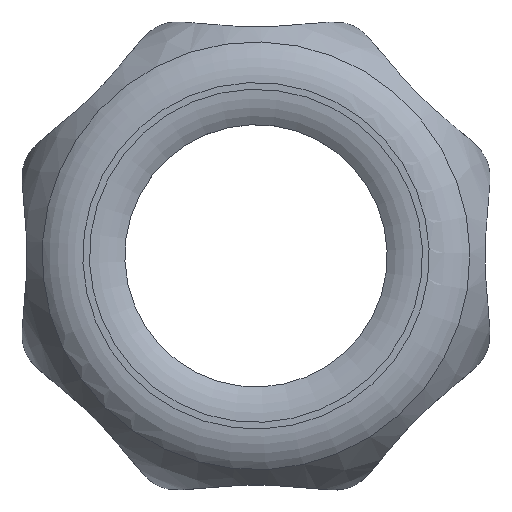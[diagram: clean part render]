
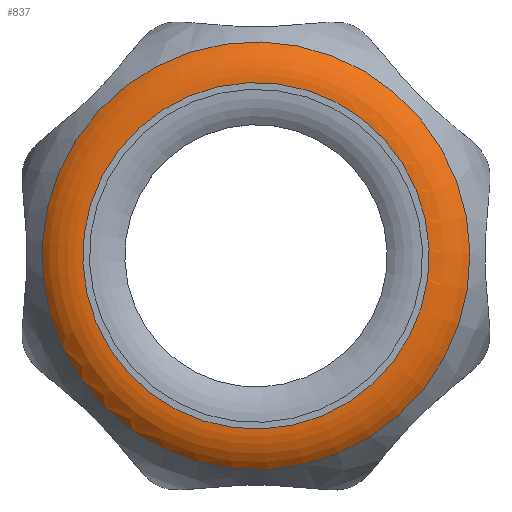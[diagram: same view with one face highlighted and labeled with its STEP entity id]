
A CAD part, top view. The second image highlights one B-rep face of the part: STEP entity #837.
In plain terms, the highlighted toroidal (fillet/blend) face has major radius 20.47 mm and minor radius 6.8 mm.
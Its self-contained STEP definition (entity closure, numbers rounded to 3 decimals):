
#837 = ADVANCED_FACE( '', ( #4052, #4053 ), #4054, .T. );
#4052 = FACE_OUTER_BOUND( '', #8986, .T. );
#4053 = FACE_OUTER_BOUND( '', #8987, .T. );
#4054 = TOROIDAL_SURFACE( '', #8988, 20.47, 6.8 );
#8986 = EDGE_LOOP( '', ( #22039 ) );
#8987 = EDGE_LOOP( '', ( #22040 ) );
#8988 = AXIS2_PLACEMENT_3D( '', #22041, #22042, #22043 );
#22039 = ORIENTED_EDGE( '', *, *, #39672, .F. );
#22040 = ORIENTED_EDGE( '', *, *, #34335, .T. );
#22041 = CARTESIAN_POINT( '', ( 0., 0., 10.6 ) );
#22042 = DIRECTION( '', ( 0., 0., 1. ) );
#22043 = DIRECTION( '', ( 0.383, -0.924, 0. ) );
#34335 = EDGE_CURVE( '', #41685, #41685, #41686, .T. );
#39672 = EDGE_CURVE( '', #51558, #51558, #51559, .T. );
#41685 = VERTEX_POINT( '', #53873 );
#41686 = CIRCLE( '', #53874, 25.279 );
#51558 = VERTEX_POINT( '', #78632 );
#51559 = CIRCLE( '', #78633, 20.47 );
#53873 = CARTESIAN_POINT( '', ( 9.674, -23.354, 15.408 ) );
#53874 = AXIS2_PLACEMENT_3D( '', #83311, #83312, #83313 );
#78632 = CARTESIAN_POINT( '', ( 7.834, -18.912, 17.4 ) );
#78633 = AXIS2_PLACEMENT_3D( '', #84974, #84975, #84976 );
#83311 = CARTESIAN_POINT( '', ( 0., 0., 15.408 ) );
#83312 = DIRECTION( '', ( 0., 0., 1. ) );
#83313 = DIRECTION( '', ( 0.383, -0.924, 0. ) );
#84974 = CARTESIAN_POINT( '', ( 0., 0., 17.4 ) );
#84975 = DIRECTION( '', ( 0., 0., 1. ) );
#84976 = DIRECTION( '', ( 0.383, -0.924, 0. ) );
